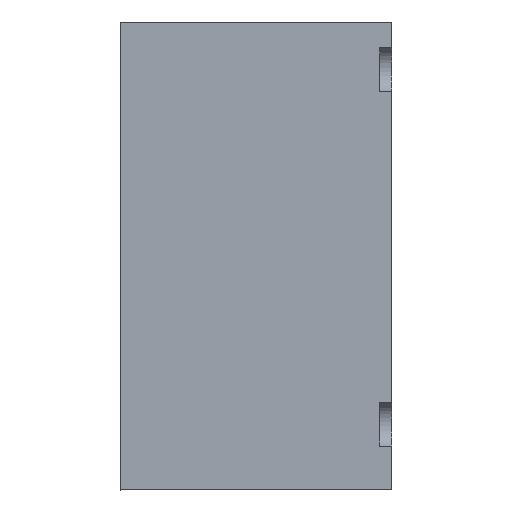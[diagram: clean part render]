
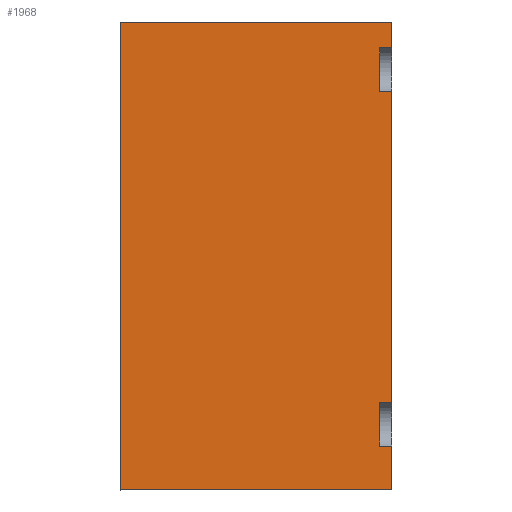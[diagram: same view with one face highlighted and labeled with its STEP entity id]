
A CAD part, left-side view. The second image highlights one B-rep face of the part: STEP entity #1968.
In plain terms, the highlighted planar face has unit normal (-1, 0, 0).
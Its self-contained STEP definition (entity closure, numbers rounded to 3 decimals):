
#6 = DIRECTION ( 'NONE',  ( 0., -1., 0. ) ) ;
#201 = EDGE_LOOP ( 'NONE', ( #1318, #3368, #4318, #4337, #2721, #2639, #2486, #2791, #3106, #3887, #4307, #3245 ) ) ;
#212 = PLANE ( 'NONE',  #3499 ) ;
#231 = CARTESIAN_POINT ( 'NONE',  ( -33.5, 42.3, 0. ) ) ;
#254 = LINE ( 'NONE', #1053, #3997 ) ;
#297 = EDGE_CURVE ( 'NONE', #3676, #1879, #4131, .T. ) ;
#373 = CARTESIAN_POINT ( 'NONE',  ( -33.5, 0., 0. ) ) ;
#447 = CARTESIAN_POINT ( 'NONE',  ( -33.5, 45.3, 37.5 ) ) ;
#453 = CARTESIAN_POINT ( 'NONE',  ( -33.5, 0., -40.5 ) ) ;
#540 = LINE ( 'NONE', #1275, #969 ) ;
#609 = DIRECTION ( 'NONE',  ( 0., 0., -1. ) ) ;
#644 = EDGE_CURVE ( 'NONE', #3463, #1879, #254, .T. ) ;
#686 = DIRECTION ( 'NONE',  ( 0., -1., 0. ) ) ;
#699 = VERTEX_POINT ( 'NONE', #3266 ) ;
#728 = VECTOR ( 'NONE', #686, 1000. ) ;
#749 = DIRECTION ( 'NONE',  ( 0., 0., -1. ) ) ;
#752 = CARTESIAN_POINT ( 'NONE',  ( -33.5, 42.3, -40.5 ) ) ;
#946 = EDGE_CURVE ( 'NONE', #1593, #2272, #4395, .T. ) ;
#969 = VECTOR ( 'NONE', #3281, 1000. ) ;
#1053 = CARTESIAN_POINT ( 'NONE',  ( -33.5, 0., 0. ) ) ;
#1088 = VECTOR ( 'NONE', #2837, 1000. ) ;
#1100 = EDGE_CURVE ( 'NONE', #1971, #3463, #3862, .T. ) ;
#1202 = CARTESIAN_POINT ( 'NONE',  ( -33.5, 2., 33.171 ) ) ;
#1215 = EDGE_CURVE ( 'NONE', #1971, #2272, #540, .T. ) ;
#1264 = EDGE_CURVE ( 'NONE', #2437, #2887, #4345, .T. ) ;
#1275 = CARTESIAN_POINT ( 'NONE',  ( -33.5, 2., 0. ) ) ;
#1318 = ORIENTED_EDGE ( 'NONE', *, *, #297, .T. ) ;
#1325 = CARTESIAN_POINT ( 'NONE',  ( -33.5, 0., 25.966 ) ) ;
#1329 = DIRECTION ( 'NONE',  ( 0., 1., 0. ) ) ;
#1567 = CARTESIAN_POINT ( 'NONE',  ( -33.5, 42.3, 37.5 ) ) ;
#1593 = VERTEX_POINT ( 'NONE', #3170 ) ;
#1605 = DIRECTION ( 'NONE',  ( 0., 0., 1. ) ) ;
#1651 = VERTEX_POINT ( 'NONE', #3449 ) ;
#1658 = EDGE_CURVE ( 'NONE', #3622, #699, #3678, .T. ) ;
#1672 = LINE ( 'NONE', #2386, #728 ) ;
#1756 = VECTOR ( 'NONE', #1329, 1000. ) ;
#1775 = CARTESIAN_POINT ( 'NONE',  ( -33.5, 0., 0. ) ) ;
#1879 = VERTEX_POINT ( 'NONE', #453 ) ;
#1968 = ADVANCED_FACE ( 'NONE', ( #3294 ), #212, .T. ) ;
#1971 = VERTEX_POINT ( 'NONE', #4338 ) ;
#2137 = EDGE_CURVE ( 'NONE', #699, #2941, #1672, .T. ) ;
#2146 = CARTESIAN_POINT ( 'NONE',  ( -33.5, 45.3, -40.5 ) ) ;
#2147 = CARTESIAN_POINT ( 'NONE',  ( -33.5, 2., -25.966 ) ) ;
#2198 = EDGE_CURVE ( 'NONE', #3676, #2437, #3911, .T. ) ;
#2202 = DIRECTION ( 'NONE',  ( 0., 1., 0. ) ) ;
#2272 = VERTEX_POINT ( 'NONE', #2147 ) ;
#2297 = DIRECTION ( 'NONE',  ( -1., 0., 0. ) ) ;
#2386 = CARTESIAN_POINT ( 'NONE',  ( -33.5, 2., 25.966 ) ) ;
#2390 = VECTOR ( 'NONE', #2826, 1000. ) ;
#2437 = VERTEX_POINT ( 'NONE', #2622 ) ;
#2464 = CARTESIAN_POINT ( 'NONE',  ( -33.5, 0., -33.171 ) ) ;
#2479 = LINE ( 'NONE', #3847, #3436 ) ;
#2486 = ORIENTED_EDGE ( 'NONE', *, *, #2137, .F. ) ;
#2491 = EDGE_CURVE ( 'NONE', #2941, #1593, #3105, .T. ) ;
#2622 = CARTESIAN_POINT ( 'NONE',  ( -33.5, 45.3, 37.5 ) ) ;
#2634 = DIRECTION ( 'NONE',  ( 0., -1., 0. ) ) ;
#2639 = ORIENTED_EDGE ( 'NONE', *, *, #2491, .F. ) ;
#2721 = ORIENTED_EDGE ( 'NONE', *, *, #946, .F. ) ;
#2791 = ORIENTED_EDGE ( 'NONE', *, *, #1658, .F. ) ;
#2826 = DIRECTION ( 'NONE',  ( 0., -1., 0. ) ) ;
#2837 = DIRECTION ( 'NONE',  ( 0., 0., 1. ) ) ;
#2887 = VERTEX_POINT ( 'NONE', #4029 ) ;
#2941 = VERTEX_POINT ( 'NONE', #1325 ) ;
#2990 = VECTOR ( 'NONE', #609, 1000. ) ;
#3022 = EDGE_CURVE ( 'NONE', #2887, #1651, #4080, .T. ) ;
#3045 = VECTOR ( 'NONE', #2634, 1000. ) ;
#3105 = LINE ( 'NONE', #373, #3727 ) ;
#3106 = ORIENTED_EDGE ( 'NONE', *, *, #4075, .F. ) ;
#3170 = CARTESIAN_POINT ( 'NONE',  ( -33.5, 0., -25.966 ) ) ;
#3245 = ORIENTED_EDGE ( 'NONE', *, *, #2198, .F. ) ;
#3266 = CARTESIAN_POINT ( 'NONE',  ( -33.5, 2., 25.966 ) ) ;
#3281 = DIRECTION ( 'NONE',  ( 0., 0., 1. ) ) ;
#3294 = FACE_OUTER_BOUND ( 'NONE', #201, .T. ) ;
#3368 = ORIENTED_EDGE ( 'NONE', *, *, #644, .F. ) ;
#3436 = VECTOR ( 'NONE', #2202, 1000. ) ;
#3449 = CARTESIAN_POINT ( 'NONE',  ( -33.5, 0., 33.171 ) ) ;
#3460 = DIRECTION ( 'NONE',  ( 0., 0., -1. ) ) ;
#3463 = VERTEX_POINT ( 'NONE', #2464 ) ;
#3464 = VECTOR ( 'NONE', #749, 1000. ) ;
#3499 = AXIS2_PLACEMENT_3D ( 'NONE', #231, #2297, #1605 ) ;
#3566 = CARTESIAN_POINT ( 'NONE',  ( -33.5, 2., -33.171 ) ) ;
#3622 = VERTEX_POINT ( 'NONE', #1202 ) ;
#3676 = VERTEX_POINT ( 'NONE', #2146 ) ;
#3678 = LINE ( 'NONE', #4394, #2990 ) ;
#3727 = VECTOR ( 'NONE', #3460, 1000. ) ;
#3847 = CARTESIAN_POINT ( 'NONE',  ( -33.5, 2., 33.171 ) ) ;
#3862 = LINE ( 'NONE', #3566, #2390 ) ;
#3887 = ORIENTED_EDGE ( 'NONE', *, *, #3022, .F. ) ;
#3911 = LINE ( 'NONE', #447, #1088 ) ;
#3997 = VECTOR ( 'NONE', #4120, 1000. ) ;
#4029 = CARTESIAN_POINT ( 'NONE',  ( -33.5, 0., 37.5 ) ) ;
#4057 = CARTESIAN_POINT ( 'NONE',  ( -33.5, 2., -25.966 ) ) ;
#4075 = EDGE_CURVE ( 'NONE', #1651, #3622, #2479, .T. ) ;
#4080 = LINE ( 'NONE', #1775, #3464 ) ;
#4120 = DIRECTION ( 'NONE',  ( 0., 0., -1. ) ) ;
#4131 = LINE ( 'NONE', #752, #4275 ) ;
#4275 = VECTOR ( 'NONE', #6, 1000. ) ;
#4307 = ORIENTED_EDGE ( 'NONE', *, *, #1264, .F. ) ;
#4318 = ORIENTED_EDGE ( 'NONE', *, *, #1100, .F. ) ;
#4337 = ORIENTED_EDGE ( 'NONE', *, *, #1215, .T. ) ;
#4338 = CARTESIAN_POINT ( 'NONE',  ( -33.5, 2., -33.171 ) ) ;
#4345 = LINE ( 'NONE', #1567, #3045 ) ;
#4394 = CARTESIAN_POINT ( 'NONE',  ( -33.5, 2., 0. ) ) ;
#4395 = LINE ( 'NONE', #4057, #1756 ) ;
